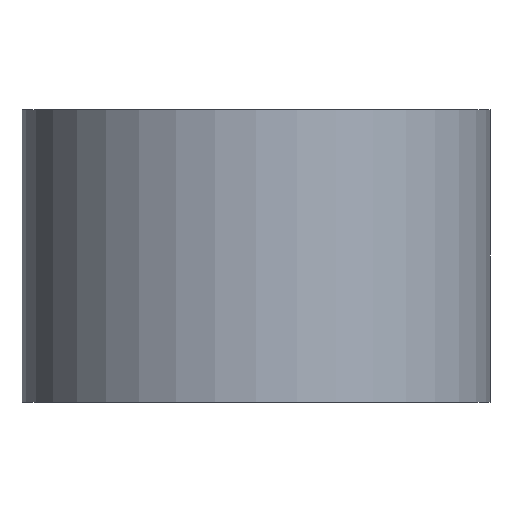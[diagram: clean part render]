
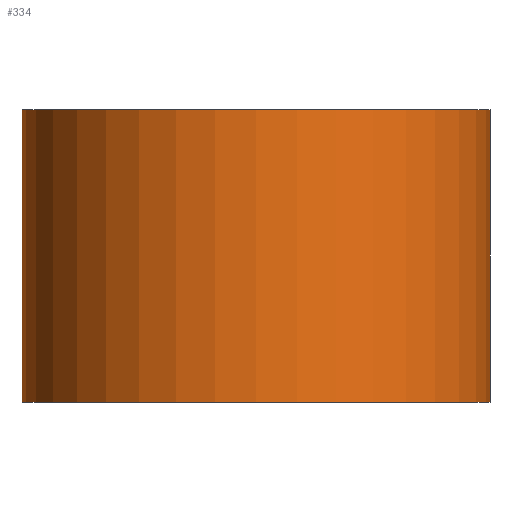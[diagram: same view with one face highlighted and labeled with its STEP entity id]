
A CAD part, front view. The second image highlights one B-rep face of the part: STEP entity #334.
In plain terms, the highlighted cylindrical face has radius 3.048 mm (diameter 6.096 mm), a partial arc.
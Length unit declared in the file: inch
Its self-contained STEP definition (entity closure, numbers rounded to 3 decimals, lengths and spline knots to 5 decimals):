
#33 = VECTOR ( 'NONE', #35, 39.37008 ) ;
#35 = DIRECTION ( 'NONE',  ( 0., 0., 1. ) ) ;
#141 = CARTESIAN_POINT ( 'NONE',  ( 0.12, 0., 1.02443 ) ) ;
#168 = VERTEX_POINT ( 'NONE', #502 ) ;
#199 = DIRECTION ( 'NONE',  ( 0., 0., 1. ) ) ;
#244 = CYLINDRICAL_SURFACE ( 'NONE', #698, 0.12 ) ;
#288 = LINE ( 'NONE', #655, #986 ) ;
#334 = ADVANCED_FACE ( 'NONE', ( #1280 ), #244, .T. ) ;
#367 = CARTESIAN_POINT ( 'NONE',  ( 0., 0., 1.02443 ) ) ;
#440 = EDGE_CURVE ( 'NONE', #952, #168, #288, .T. ) ;
#480 = DIRECTION ( 'NONE',  ( 0., 0., 1. ) ) ;
#502 = CARTESIAN_POINT ( 'NONE',  ( 0.12, 0., 1.17443 ) ) ;
#536 = AXIS2_PLACEMENT_3D ( 'NONE', #367, #480, #1115 ) ;
#611 = ORIENTED_EDGE ( 'NONE', *, *, #991, .F. ) ;
#643 = CIRCLE ( 'NONE', #695, 0.12 ) ;
#655 = CARTESIAN_POINT ( 'NONE',  ( 0.12, 0., 1.17465 ) ) ;
#690 = CARTESIAN_POINT ( 'NONE',  ( -0.12, 0., 1.17465 ) ) ;
#695 = AXIS2_PLACEMENT_3D ( 'NONE', #1229, #1346, #791 ) ;
#698 = AXIS2_PLACEMENT_3D ( 'NONE', #1319, #199, #974 ) ;
#721 = CIRCLE ( 'NONE', #536, 0.12 ) ;
#755 = ORIENTED_EDGE ( 'NONE', *, *, #781, .F. ) ;
#781 = EDGE_CURVE ( 'NONE', #1244, #994, #1123, .T. ) ;
#791 = DIRECTION ( 'NONE',  ( 1., 0., 0. ) ) ;
#802 = ORIENTED_EDGE ( 'NONE', *, *, #440, .T. ) ;
#826 = ORIENTED_EDGE ( 'NONE', *, *, #1257, .T. ) ;
#883 = CARTESIAN_POINT ( 'NONE',  ( -0.12, 0., 1.17443 ) ) ;
#952 = VERTEX_POINT ( 'NONE', #141 ) ;
#974 = DIRECTION ( 'NONE',  ( 1., 0., 0. ) ) ;
#986 = VECTOR ( 'NONE', #1433, 39.37008 ) ;
#991 = EDGE_CURVE ( 'NONE', #994, #168, #643, .T. ) ;
#994 = VERTEX_POINT ( 'NONE', #883 ) ;
#1104 = CARTESIAN_POINT ( 'NONE',  ( -0.12, 0., 1.02443 ) ) ;
#1115 = DIRECTION ( 'NONE',  ( 1., 0., 0. ) ) ;
#1123 = LINE ( 'NONE', #690, #33 ) ;
#1198 = EDGE_LOOP ( 'NONE', ( #755, #826, #802, #611 ) ) ;
#1229 = CARTESIAN_POINT ( 'NONE',  ( 0., 0., 1.17443 ) ) ;
#1244 = VERTEX_POINT ( 'NONE', #1104 ) ;
#1257 = EDGE_CURVE ( 'NONE', #1244, #952, #721, .T. ) ;
#1280 = FACE_OUTER_BOUND ( 'NONE', #1198, .T. ) ;
#1319 = CARTESIAN_POINT ( 'NONE',  ( 0., 0., 1.17465 ) ) ;
#1346 = DIRECTION ( 'NONE',  ( 0., 0., 1. ) ) ;
#1433 = DIRECTION ( 'NONE',  ( 0., 0., 1. ) ) ;
